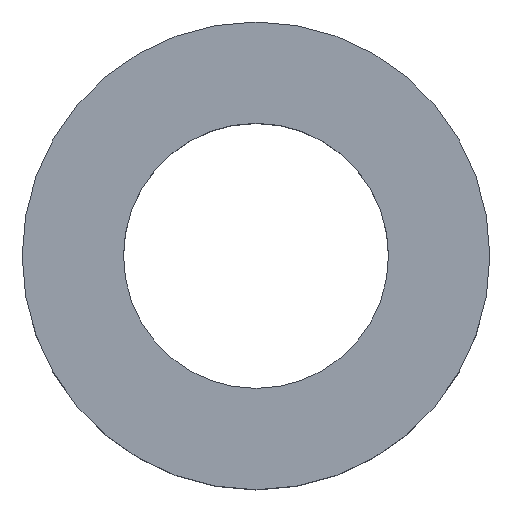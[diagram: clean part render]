
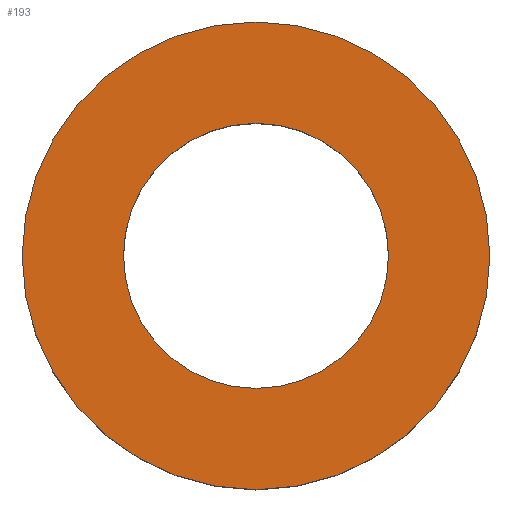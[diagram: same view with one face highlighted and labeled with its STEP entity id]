
A CAD part, top view. The second image highlights one B-rep face of the part: STEP entity #193.
In plain terms, the highlighted planar face has unit normal (0, 0, 1).
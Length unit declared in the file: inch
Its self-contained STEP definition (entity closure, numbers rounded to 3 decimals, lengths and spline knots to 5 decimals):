
#7 = DIRECTION ( 'NONE',  ( 1., 0., 0. ) ) ;
#31 = DIRECTION ( 'NONE',  ( 0., 0., 1. ) ) ;
#39 = DIRECTION ( 'NONE',  ( 1., 0., 0. ) ) ;
#40 = DIRECTION ( 'NONE',  ( 0., 0., 1. ) ) ;
#41 = CARTESIAN_POINT ( 'NONE',  ( 0., 0., 1. ) ) ;
#42 = PLANE ( 'NONE',  #73 ) ;
#64 = FACE_OUTER_BOUND ( 'NONE', #155, .T. ) ;
#73 = AXIS2_PLACEMENT_3D ( 'NONE', #41, #40, #39 ) ;
#82 = AXIS2_PLACEMENT_3D ( 'NONE', #87, #31, #7 ) ;
#84 = FACE_BOUND ( 'NONE', #153, .T. ) ;
#87 = CARTESIAN_POINT ( 'NONE',  ( 0., 0., 1. ) ) ;
#94 = DIRECTION ( 'NONE',  ( 1., 0., 0. ) ) ;
#95 = DIRECTION ( 'NONE',  ( 0., 0., 1. ) ) ;
#96 = CARTESIAN_POINT ( 'NONE',  ( 0., 0., 1. ) ) ;
#97 = DIRECTION ( 'NONE',  ( 1., 0., 0. ) ) ;
#98 = DIRECTION ( 'NONE',  ( 0., 0., 1. ) ) ;
#99 = CARTESIAN_POINT ( 'NONE',  ( 0., 0., 1. ) ) ;
#103 = DIRECTION ( 'NONE',  ( 1., 0., 0. ) ) ;
#104 = DIRECTION ( 'NONE',  ( 0., 0., 1. ) ) ;
#106 = CARTESIAN_POINT ( 'NONE',  ( 0., 0., 1. ) ) ;
#119 = CARTESIAN_POINT ( 'NONE',  ( 1.5, 0., 1. ) ) ;
#122 = CARTESIAN_POINT ( 'NONE',  ( -1.5, 0., 1. ) ) ;
#123 = CARTESIAN_POINT ( 'NONE',  ( 0.85, 0., 1. ) ) ;
#124 = CARTESIAN_POINT ( 'NONE',  ( -0.85, 0., 1. ) ) ;
#143 = VERTEX_POINT ( 'NONE', #124 ) ;
#144 = VERTEX_POINT ( 'NONE', #123 ) ;
#145 = VERTEX_POINT ( 'NONE', #122 ) ;
#148 = VERTEX_POINT ( 'NONE', #119 ) ;
#153 = EDGE_LOOP ( 'NONE', ( #162, #159 ) ) ;
#155 = EDGE_LOOP ( 'NONE', ( #163, #160 ) ) ;
#159 = ORIENTED_EDGE ( 'NONE', *, *, #182, .F. ) ;
#160 = ORIENTED_EDGE ( 'NONE', *, *, #174, .T. ) ;
#162 = ORIENTED_EDGE ( 'NONE', *, *, #185, .F. ) ;
#163 = ORIENTED_EDGE ( 'NONE', *, *, #181, .T. ) ;
#174 = EDGE_CURVE ( 'NONE', #148, #145, #202, .T. ) ;
#181 = EDGE_CURVE ( 'NONE', #145, #148, #204, .T. ) ;
#182 = EDGE_CURVE ( 'NONE', #144, #143, #205, .T. ) ;
#185 = EDGE_CURVE ( 'NONE', #143, #144, #209, .T. ) ;
#193 = ADVANCED_FACE ( 'NONE', ( #64, #84 ), #42, .T. ) ;
#202 = CIRCLE ( 'NONE', #220, 1.5 ) ;
#204 = CIRCLE ( 'NONE', #217, 1.5 ) ;
#205 = CIRCLE ( 'NONE', #223, 0.85 ) ;
#209 = CIRCLE ( 'NONE', #82, 0.85 ) ;
#217 = AXIS2_PLACEMENT_3D ( 'NONE', #99, #98, #97 ) ;
#220 = AXIS2_PLACEMENT_3D ( 'NONE', #106, #104, #103 ) ;
#223 = AXIS2_PLACEMENT_3D ( 'NONE', #96, #95, #94 ) ;
